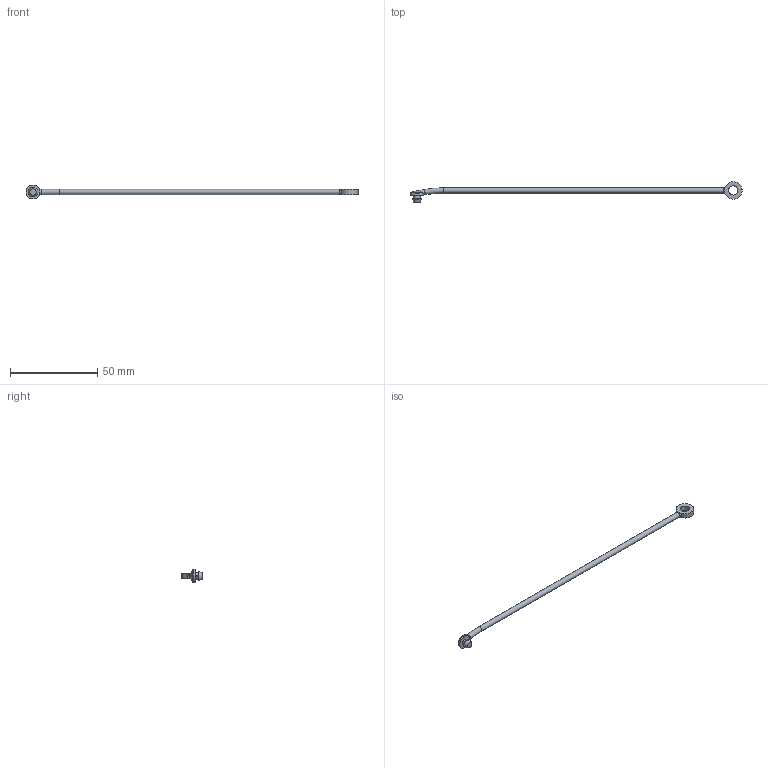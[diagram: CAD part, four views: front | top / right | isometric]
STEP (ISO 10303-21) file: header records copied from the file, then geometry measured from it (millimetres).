
FILE_DESCRIPTION( ( 'STEP AP214' ), '1' );
FILE_NAME( 'K0743.04190.stp', '2020-12-09T15:50:18', ( '' ), ( '' ), ' ', 'PARTsolutions', ' ' );
FILE_SCHEMA( ( 'AUTOMOTIVE_DESIGN { 1 0 10303 214 1 1 1 1 }' ) );
Length unit declared in the file: millimetre
Products named in the file (1): _K0743.04190
Bounding box: 189.98 x 11.79 x 8 mm (x, y, z)
Volume: 1541.1 mm3; surface area: 2075.6 mm2
Topology: 1 solids, 1 shells, 25 faces, 62 edges, 40 vertices
Faces by surface type: plane 11, cylinder 7, torus 4, cone 2, sphere 1
Full cylindrical faces by diameter (mm): 3 x2, 5.3 x1, 8 x1
Entity records: 1003 total; most frequent: CARTESIAN_POINT 273, DIRECTION 103, ORIENTED_EDGE 98, EDGE_CURVE 49, AXIS2_PLACEMENT_3D 46, EDGE_LOOP 35, VERTEX_POINT 34, FACE_OUTER_BOUND 30
